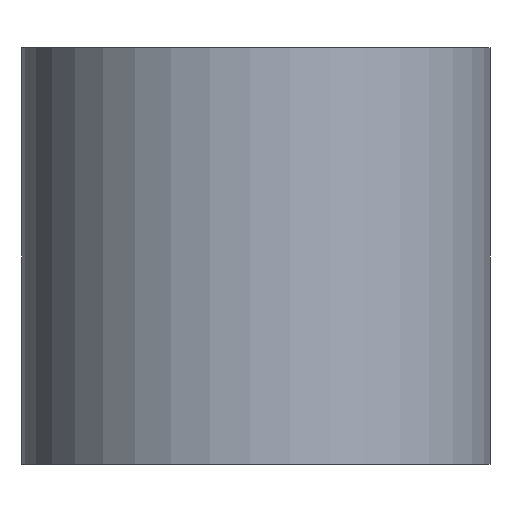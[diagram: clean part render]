
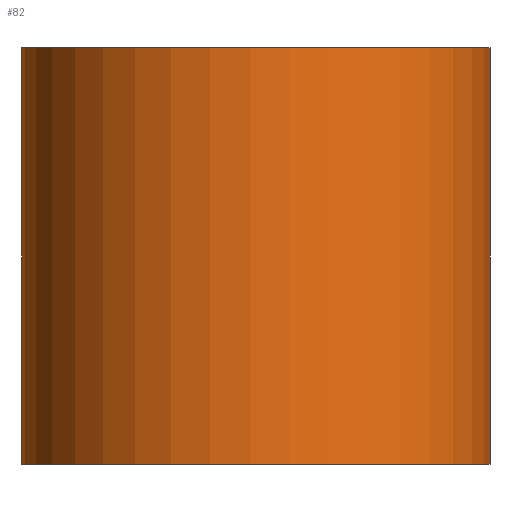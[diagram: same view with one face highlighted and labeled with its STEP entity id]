
A CAD part, left-side view. The second image highlights one B-rep face of the part: STEP entity #82.
In plain terms, the highlighted cylindrical face has radius 9 mm (diameter 18 mm), a partial arc.
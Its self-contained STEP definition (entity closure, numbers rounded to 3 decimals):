
#82 = ADVANCED_FACE( '', ( #130 ), #131, .T. );
#130 = FACE_OUTER_BOUND( '', #209, .T. );
#131 = CYLINDRICAL_SURFACE( '', #210, 9. );
#209 = EDGE_LOOP( '', ( #346, #347, #348, #349 ) );
#210 = AXIS2_PLACEMENT_3D( '', #350, #351, #352 );
#346 = ORIENTED_EDGE( '', *, *, #612, .F. );
#347 = ORIENTED_EDGE( '', *, *, #613, .F. );
#348 = ORIENTED_EDGE( '', *, *, #569, .T. );
#349 = ORIENTED_EDGE( '', *, *, #586, .T. );
#350 = CARTESIAN_POINT( '', ( 129.146, 1.5, -62. ) );
#351 = DIRECTION( '', ( 0., 0., -1. ) );
#352 = DIRECTION( '', ( 1., 0., 0. ) );
#569 = EDGE_CURVE( '', #666, #663, #667, .T. );
#586 = EDGE_CURVE( '', #663, #697, #700, .T. );
#612 = EDGE_CURVE( '', #744, #697, #746, .T. );
#613 = EDGE_CURVE( '', #666, #744, #747, .T. );
#663 = VERTEX_POINT( '', #822 );
#666 = VERTEX_POINT( '', #825 );
#667 = CIRCLE( '', #826, 9. );
#697 = VERTEX_POINT( '', #865 );
#700 = LINE( '', #868, #869 );
#744 = VERTEX_POINT( '', #928 );
#746 = CIRCLE( '', #931, 9. );
#747 = LINE( '', #932, #933 );
#822 = CARTESIAN_POINT( '', ( 137.86, -0.75, -62. ) );
#825 = CARTESIAN_POINT( '', ( 129.146, 10.5, -62. ) );
#826 = AXIS2_PLACEMENT_3D( '', #1049, #1050, #1051 );
#865 = CARTESIAN_POINT( '', ( 137.86, -0.75, -46. ) );
#868 = CARTESIAN_POINT( '', ( 137.86, -0.75, -62. ) );
#869 = VECTOR( '', #1082, 1000. );
#928 = CARTESIAN_POINT( '', ( 129.146, 10.5, -46. ) );
#931 = AXIS2_PLACEMENT_3D( '', #1126, #1127, #1128 );
#932 = CARTESIAN_POINT( '', ( 129.146, 10.5, -62. ) );
#933 = VECTOR( '', #1129, 1000. );
#1049 = CARTESIAN_POINT( '', ( 129.146, 1.5, -62. ) );
#1050 = DIRECTION( '', ( 0., 0., 1. ) );
#1051 = DIRECTION( '', ( 1., 0., 0. ) );
#1082 = DIRECTION( '', ( 0., 0., 1. ) );
#1126 = CARTESIAN_POINT( '', ( 129.146, 1.5, -46. ) );
#1127 = DIRECTION( '', ( 0., 0., 1. ) );
#1128 = DIRECTION( '', ( 1., 0., 0. ) );
#1129 = DIRECTION( '', ( 0., 0., 1. ) );
